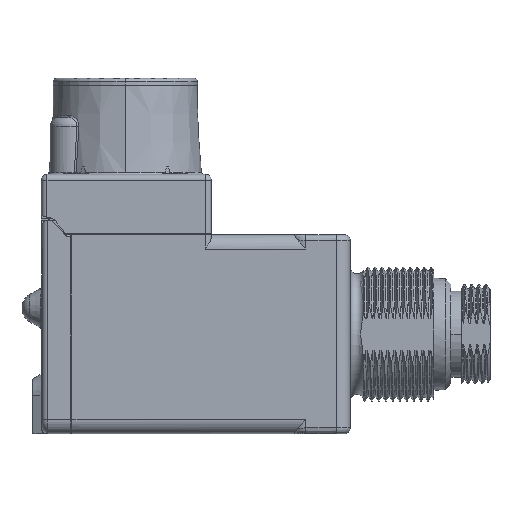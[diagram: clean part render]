
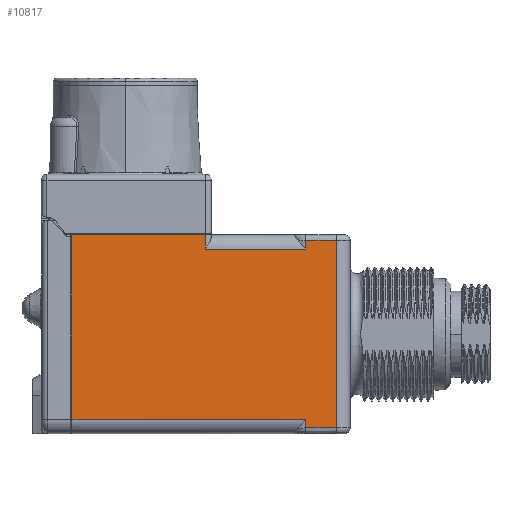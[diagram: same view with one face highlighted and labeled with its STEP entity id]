
A CAD part, left-side view. The second image highlights one B-rep face of the part: STEP entity #10817.
In plain terms, the highlighted planar face has unit normal (-1, 0, 0).
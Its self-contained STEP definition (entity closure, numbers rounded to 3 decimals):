
#670=DIRECTION('',(0.,1.,0.));
#671=VECTOR('',#670,29.84);
#672=CARTESIAN_POINT('',(-22.225,32.39,22.225));
#673=LINE('',#672,#671);
#940=DIRECTION('',(0.,0.,1.));
#941=VECTOR('',#940,41.27);
#942=CARTESIAN_POINT('',(-22.225,62.23,-19.045));
#943=LINE('',#942,#941);
#944=DIRECTION('',(0.,0.,1.));
#945=VECTOR('',#944,3.18);
#946=CARTESIAN_POINT('',(-22.225,32.39,19.045));
#947=LINE('',#946,#945);
#948=DIRECTION('',(0.,0.,-1.));
#949=VECTOR('',#948,1.91);
#950=CARTESIAN_POINT('',(-22.225,9.91,20.955));
#951=LINE('',#950,#949);
#952=CARTESIAN_POINT('',(-22.225,9.91,20.955));
#953=CARTESIAN_POINT('',(-22.225,9.706,20.953));
#954=CARTESIAN_POINT('',(-22.225,9.281,20.956));
#955=CARTESIAN_POINT('',(-22.225,8.589,20.955));
#956=CARTESIAN_POINT('',(-22.225,7.844,20.955));
#957=CARTESIAN_POINT('',(-22.225,7.042,20.955));
#958=CARTESIAN_POINT('',(-22.225,6.181,20.955));
#959=CARTESIAN_POINT('',(-22.225,5.256,20.955));
#960=CARTESIAN_POINT('',(-22.225,4.262,20.955));
#961=CARTESIAN_POINT('',(-22.225,3.549,20.955));
#962=CARTESIAN_POINT('',(-22.225,3.18,20.955));
#964=DIRECTION('',(0.,0.,-1.));
#965=VECTOR('',#964,41.91);
#966=CARTESIAN_POINT('',(-22.225,3.18,20.955));
#967=LINE('',#966,#965);
#968=CARTESIAN_POINT('',(-22.225,3.18,-20.955));
#969=CARTESIAN_POINT('',(-22.225,3.549,-20.955));
#970=CARTESIAN_POINT('',(-22.225,4.262,-20.955));
#971=CARTESIAN_POINT('',(-22.225,5.256,-20.955));
#972=CARTESIAN_POINT('',(-22.225,6.182,-20.955));
#973=CARTESIAN_POINT('',(-22.225,7.043,-20.955));
#974=CARTESIAN_POINT('',(-22.225,7.845,-20.955));
#975=CARTESIAN_POINT('',(-22.225,8.59,-20.955));
#976=CARTESIAN_POINT('',(-22.225,9.282,-20.956));
#977=CARTESIAN_POINT('',(-22.225,9.707,-20.953));
#978=CARTESIAN_POINT('',(-22.225,9.91,-20.955));
#980=DIRECTION('',(0.,0.,-1.));
#981=VECTOR('',#980,1.91);
#982=CARTESIAN_POINT('',(-22.225,9.91,-19.045));
#983=LINE('',#982,#981);
#8246=DIRECTION('',(0.,-1.,0.));
#8247=VECTOR('',#8246,52.32);
#8248=CARTESIAN_POINT('',(-22.225,62.23,-19.045));
#8249=LINE('',#8248,#8247);
#8261=CARTESIAN_POINT('',(-22.225,9.91,-19.045));
#8330=DIRECTION('',(0.,1.,0.));
#8331=VECTOR('',#8330,22.48);
#8332=CARTESIAN_POINT('',(-22.225,9.91,19.045));
#8333=LINE('',#8332,#8331);
#9111=CARTESIAN_POINT('',(-22.225,62.23,-19.045));
#9112=CARTESIAN_POINT('',(-22.225,62.23,22.225));
#9113=VERTEX_POINT('',#9111);
#9114=VERTEX_POINT('',#9112);
#9231=CARTESIAN_POINT('',(-22.225,3.18,20.955));
#9232=VERTEX_POINT('',#9231);
#9234=VERTEX_POINT('',#952);
#9237=VERTEX_POINT('',#968);
#9238=VERTEX_POINT('',#978);
#9257=CARTESIAN_POINT('',(-22.225,9.91,19.045));
#9258=VERTEX_POINT('',#9257);
#9264=VERTEX_POINT('',#8261);
#9325=CARTESIAN_POINT('',(-22.225,32.39,22.225));
#9327=VERTEX_POINT('',#9325);
#9331=CARTESIAN_POINT('',(-22.225,32.39,19.045));
#9332=VERTEX_POINT('',#9331);
#10792=CARTESIAN_POINT('',(-22.225,0.,-22.225));
#10793=DIRECTION('',(-1.,0.,0.));
#10794=DIRECTION('',(0.,0.,1.));
#10795=AXIS2_PLACEMENT_3D('',#10792,#10793,#10794);
#10796=PLANE('',#10795);
#10797=ORIENTED_EDGE('',*,*,#10769,.T.);
#10798=ORIENTED_EDGE('',*,*,#10571,.F.);
#10800=ORIENTED_EDGE('',*,*,#10799,.F.);
#10802=ORIENTED_EDGE('',*,*,#10801,.F.);
#10804=ORIENTED_EDGE('',*,*,#10803,.F.);
#10806=ORIENTED_EDGE('',*,*,#10805,.T.);
#10808=ORIENTED_EDGE('',*,*,#10807,.T.);
#10810=ORIENTED_EDGE('',*,*,#10809,.T.);
#10812=ORIENTED_EDGE('',*,*,#10811,.F.);
#10814=ORIENTED_EDGE('',*,*,#10813,.F.);
#10815=EDGE_LOOP('',(#10797,#10798,#10800,#10802,#10804,#10806,#10808,#10810,
#10812,#10814));
#10816=FACE_OUTER_BOUND('',#10815,.F.);
#10817=ADVANCED_FACE('',(#10816),#10796,.T.);
#963=B_SPLINE_CURVE_WITH_KNOTS('',3,(#952,#953,#954,#955,#956,#957,#958,#959,
#960,#961,#962),.UNSPECIFIED.,.F.,.F.,(4,1,1,1,1,1,1,1,4),(0.,0.125,0.25,
0.375,0.5,0.625,0.75,0.875,1.),.UNSPECIFIED.);
#979=B_SPLINE_CURVE_WITH_KNOTS('',3,(#968,#969,#970,#971,#972,#973,#974,#975,
#976,#977,#978),.UNSPECIFIED.,.F.,.F.,(4,1,1,1,1,1,1,1,4),(0.,0.125,0.25,
0.375,0.5,0.625,0.75,0.875,1.),.UNSPECIFIED.);
#10571=EDGE_CURVE('',#9327,#9114,#673,.T.);
#10769=EDGE_CURVE('',#9113,#9114,#943,.T.);
#10799=EDGE_CURVE('',#9332,#9327,#947,.T.);
#10801=EDGE_CURVE('',#9258,#9332,#8333,.T.);
#10803=EDGE_CURVE('',#9234,#9258,#951,.T.);
#10805=EDGE_CURVE('',#9234,#9232,#963,.T.);
#10807=EDGE_CURVE('',#9232,#9237,#967,.T.);
#10809=EDGE_CURVE('',#9237,#9238,#979,.T.);
#10811=EDGE_CURVE('',#9264,#9238,#983,.T.);
#10813=EDGE_CURVE('',#9113,#9264,#8249,.T.);
